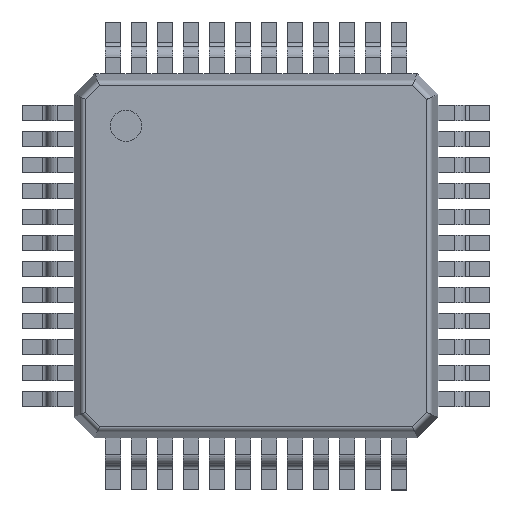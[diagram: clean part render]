
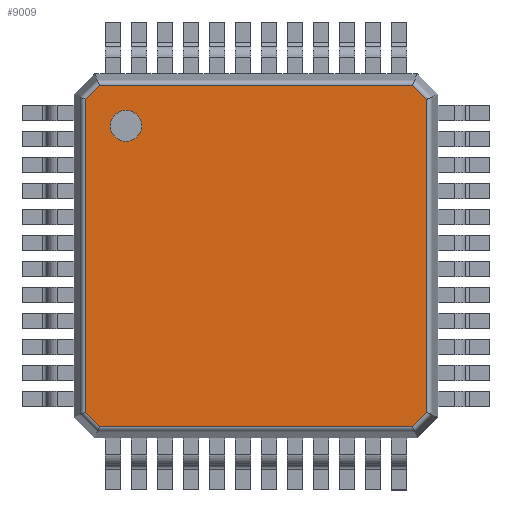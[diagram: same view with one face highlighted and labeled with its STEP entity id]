
A CAD part, top view. The second image highlights one B-rep face of the part: STEP entity #9009.
In plain terms, the highlighted planar face has unit normal (0, 0, 1).
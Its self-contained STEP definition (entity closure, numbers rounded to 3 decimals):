
#84=CARTESIAN_POINT('',(-2.5,2.2,1.5));
#85=VERTEX_POINT('',#84);
#86=CARTESIAN_POINT('',(-2.5,2.5,1.5));
#87=DIRECTION('',(0.0,0.0,1.0));
#88=DIRECTION('',(0.0,-1.0,0.0));
#89=AXIS2_PLACEMENT_3D('',#86,#87,#88);
#90=CIRCLE('',#89,0.3);
#91=EDGE_CURVE('',#85,#85,#90,.T.);
#8935=CARTESIAN_POINT('',(-3.5,3.5,1.5));
#8936=DIRECTION('',(0.0,0.0,1.0));
#8937=DIRECTION('',(0.0,-1.0,0.0));
#8938=AXIS2_PLACEMENT_3D('',#8935,#8936,#8937);
#8939=PLANE('',#8938);
#8940=CARTESIAN_POINT('',(-3.01,-3.284,1.5));
#8941=VERTEX_POINT('',#8940);
#8942=CARTESIAN_POINT('',(3.01,-3.284,1.5));
#8943=VERTEX_POINT('',#8942);
#8944=CARTESIAN_POINT('',(-3.01,-3.284,1.5));
#8945=DIRECTION('',(1.0,0.0,0.0));
#8946=VECTOR('',#8945,6.021);
#8947=LINE('',#8944,#8946);
#8948=EDGE_CURVE('',#8941,#8943,#8947,.T.);
#8949=ORIENTED_EDGE('',*,*,#8948,.T.);
#8950=CARTESIAN_POINT('',(3.284,-3.01,1.5));
#8951=VERTEX_POINT('',#8950);
#8952=CARTESIAN_POINT('',(3.01,-3.284,1.5));
#8953=DIRECTION('',(0.707,0.707,0.0));
#8954=VECTOR('',#8953,0.386);
#8955=LINE('',#8952,#8954);
#8956=EDGE_CURVE('',#8943,#8951,#8955,.T.);
#8957=ORIENTED_EDGE('',*,*,#8956,.T.);
#8958=CARTESIAN_POINT('',(3.284,3.01,1.5));
#8959=VERTEX_POINT('',#8958);
#8960=CARTESIAN_POINT('',(3.284,-3.01,1.5));
#8961=DIRECTION('',(0.0,1.0,0.0));
#8962=VECTOR('',#8961,6.021);
#8963=LINE('',#8960,#8962);
#8964=EDGE_CURVE('',#8951,#8959,#8963,.T.);
#8965=ORIENTED_EDGE('',*,*,#8964,.T.);
#8966=CARTESIAN_POINT('',(3.01,3.284,1.5));
#8967=VERTEX_POINT('',#8966);
#8968=CARTESIAN_POINT('',(3.284,3.01,1.5));
#8969=DIRECTION('',(-0.707,0.707,0.0));
#8970=VECTOR('',#8969,0.386);
#8971=LINE('',#8968,#8970);
#8972=EDGE_CURVE('',#8959,#8967,#8971,.T.);
#8973=ORIENTED_EDGE('',*,*,#8972,.T.);
#8974=CARTESIAN_POINT('',(-3.01,3.284,1.5));
#8975=VERTEX_POINT('',#8974);
#8976=CARTESIAN_POINT('',(3.01,3.284,1.5));
#8977=DIRECTION('',(-1.0,0.0,0.0));
#8978=VECTOR('',#8977,6.021);
#8979=LINE('',#8976,#8978);
#8980=EDGE_CURVE('',#8967,#8975,#8979,.T.);
#8981=ORIENTED_EDGE('',*,*,#8980,.T.);
#8982=CARTESIAN_POINT('',(-3.284,3.01,1.5));
#8983=VERTEX_POINT('',#8982);
#8984=CARTESIAN_POINT('',(-3.01,3.284,1.5));
#8985=DIRECTION('',(-0.707,-0.707,0.0));
#8986=VECTOR('',#8985,0.386);
#8987=LINE('',#8984,#8986);
#8988=EDGE_CURVE('',#8975,#8983,#8987,.T.);
#8989=ORIENTED_EDGE('',*,*,#8988,.T.);
#8990=CARTESIAN_POINT('',(-3.284,-3.01,1.5));
#8991=VERTEX_POINT('',#8990);
#8992=CARTESIAN_POINT('',(-3.284,3.01,1.5));
#8993=DIRECTION('',(0.0,-1.0,0.0));
#8994=VECTOR('',#8993,6.021);
#8995=LINE('',#8992,#8994);
#8996=EDGE_CURVE('',#8983,#8991,#8995,.T.);
#8997=ORIENTED_EDGE('',*,*,#8996,.T.);
#8998=CARTESIAN_POINT('',(-3.284,-3.01,1.5));
#8999=DIRECTION('',(0.707,-0.707,0.0));
#9000=VECTOR('',#8999,0.386);
#9001=LINE('',#8998,#9000);
#9002=EDGE_CURVE('',#8991,#8941,#9001,.T.);
#9003=ORIENTED_EDGE('',*,*,#9002,.T.);
#9004=EDGE_LOOP('',(#8949,#8957,#8965,#8973,#8981,#8989,#8997,#9003));
#9005=FACE_OUTER_BOUND('',#9004,.T.);
#9006=ORIENTED_EDGE('',*,*,#91,.F.);
#9007=EDGE_LOOP('',(#9006));
#9008=FACE_BOUND('',#9007,.T.);
#9009=ADVANCED_FACE('',(#9005,#9008),#8939,.T.);
